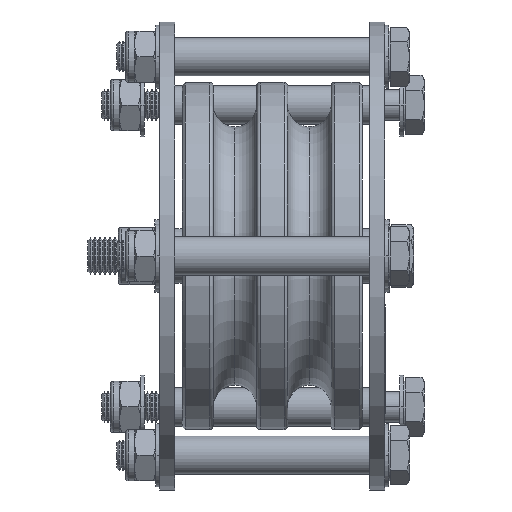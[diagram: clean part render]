
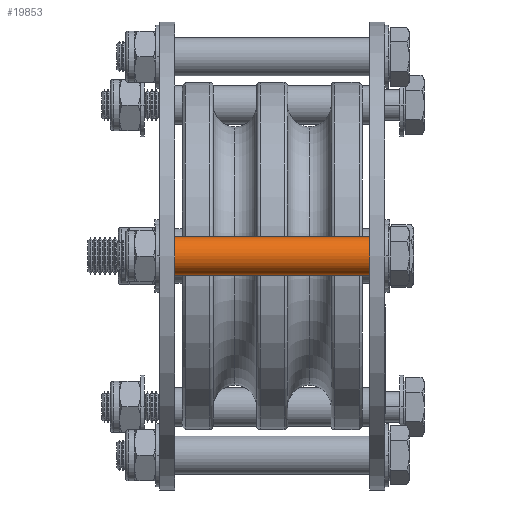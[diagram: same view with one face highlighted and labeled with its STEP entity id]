
A CAD part, front view. The second image highlights one B-rep face of the part: STEP entity #19853.
In plain terms, the highlighted cylindrical face has radius 6.35 mm (diameter 12.7 mm), a partial arc.
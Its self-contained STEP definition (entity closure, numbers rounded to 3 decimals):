
#1335 = VERTEX_POINT ( 'NONE', #14164 ) ;
#2325 = CIRCLE ( 'NONE', #52985, 6.35 ) ;
#3515 = CARTESIAN_POINT ( 'NONE',  ( 0., 0., 32.3 ) ) ;
#5413 = LINE ( 'NONE', #13103, #14190 ) ;
#6721 = CARTESIAN_POINT ( 'NONE',  ( -6.35, 0., -32.3 ) ) ;
#9056 = EDGE_CURVE ( 'NONE', #56175, #68592, #2325, .T. ) ;
#9179 = DIRECTION ( 'NONE',  ( 0., 0., 1. ) ) ;
#13103 = CARTESIAN_POINT ( 'NONE',  ( 6.35, 0., 32.3 ) ) ;
#14164 = CARTESIAN_POINT ( 'NONE',  ( 6.35, 0., -32.3 ) ) ;
#14190 = VECTOR ( 'NONE', #25668, 1000. ) ;
#15256 = ORIENTED_EDGE ( 'NONE', *, *, #43605, .T. ) ;
#16497 = VERTEX_POINT ( 'NONE', #6721 ) ;
#19853 = ADVANCED_FACE ( 'NONE', ( #57662 ), #70030, .T. ) ;
#20363 = DIRECTION ( 'NONE',  ( 1., 0., 0. ) ) ;
#22124 = DIRECTION ( 'NONE',  ( -1., 0., 0. ) ) ;
#22982 = CARTESIAN_POINT ( 'NONE',  ( -6.35, 0., 32.3 ) ) ;
#25668 = DIRECTION ( 'NONE',  ( 0., 0., -1. ) ) ;
#27236 = ORIENTED_EDGE ( 'NONE', *, *, #45755, .T. ) ;
#28736 = LINE ( 'NONE', #58245, #66442 ) ;
#37068 = DIRECTION ( 'NONE',  ( 0., 0., 1. ) ) ;
#38040 = CARTESIAN_POINT ( 'NONE',  ( 6.35, 0., 32.3 ) ) ;
#40854 = DIRECTION ( 'NONE',  ( 0., 0., -1. ) ) ;
#43605 = EDGE_CURVE ( 'NONE', #56175, #1335, #5413, .T. ) ;
#45755 = EDGE_CURVE ( 'NONE', #1335, #16497, #48296, .T. ) ;
#47444 = EDGE_LOOP ( 'NONE', ( #54606, #15256, #27236, #62368 ) ) ;
#48296 = CIRCLE ( 'NONE', #67064, 6.35 ) ;
#52985 = AXIS2_PLACEMENT_3D ( 'NONE', #3515, #9179, #71074 ) ;
#54606 = ORIENTED_EDGE ( 'NONE', *, *, #9056, .F. ) ;
#55758 = CARTESIAN_POINT ( 'NONE',  ( 0., 0., 32.3 ) ) ;
#56175 = VERTEX_POINT ( 'NONE', #38040 ) ;
#57662 = FACE_OUTER_BOUND ( 'NONE', #47444, .T. ) ;
#57664 = EDGE_CURVE ( 'NONE', #68592, #16497, #28736, .T. ) ;
#58245 = CARTESIAN_POINT ( 'NONE',  ( -6.35, 0., 32.3 ) ) ;
#59385 = CARTESIAN_POINT ( 'NONE',  ( 0., 0., -32.3 ) ) ;
#61636 = DIRECTION ( 'NONE',  ( 0., 0., -1. ) ) ;
#62368 = ORIENTED_EDGE ( 'NONE', *, *, #57664, .F. ) ;
#65213 = AXIS2_PLACEMENT_3D ( 'NONE', #55758, #61636, #22124 ) ;
#66442 = VECTOR ( 'NONE', #40854, 1000. ) ;
#67064 = AXIS2_PLACEMENT_3D ( 'NONE', #59385, #37068, #20363 ) ;
#68592 = VERTEX_POINT ( 'NONE', #22982 ) ;
#70030 = CYLINDRICAL_SURFACE ( 'NONE', #65213, 6.35 ) ;
#71074 = DIRECTION ( 'NONE',  ( 1., 0., 0. ) ) ;
